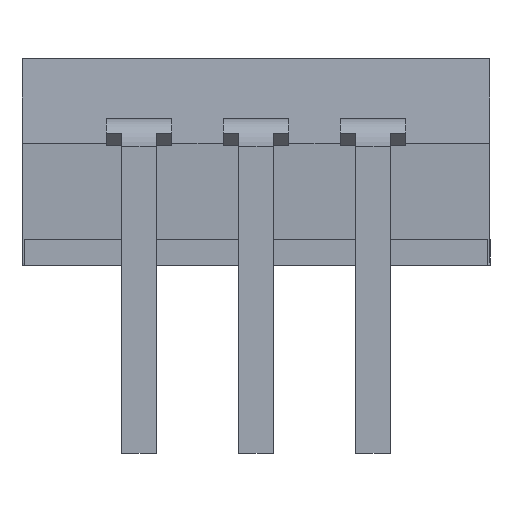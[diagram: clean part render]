
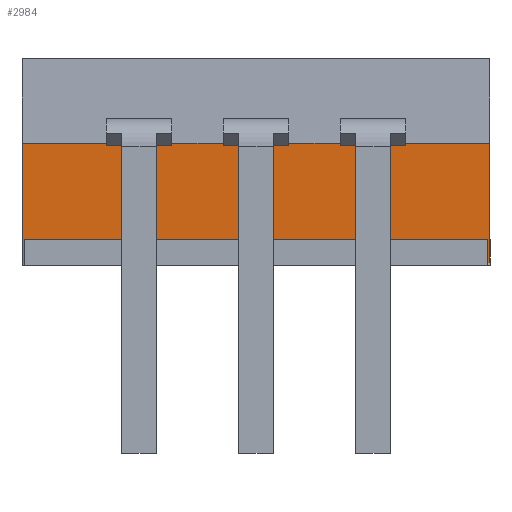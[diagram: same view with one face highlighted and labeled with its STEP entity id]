
A CAD part, front view. The second image highlights one B-rep face of the part: STEP entity #2984.
In plain terms, the highlighted planar face has unit normal (0, -0.999, -0.038).
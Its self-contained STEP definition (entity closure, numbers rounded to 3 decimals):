
#414=FACE_OUTER_BOUND('',#577,.T.);
#577=EDGE_LOOP('',(#2519,#2520,#2521,#2522,#2523,#2524,#2525,#2526,#2527,
#2528,#2529,#2530,#2531,#2532,#2533,#2534,#2535,#2536,#2537,#2538));
#821=LINE('',#5040,#1112);
#827=LINE('',#5051,#1118);
#831=LINE('',#5064,#1122);
#832=LINE('',#5067,#1123);
#833=LINE('',#5069,#1124);
#834=LINE('',#5071,#1125);
#835=LINE('',#5073,#1126);
#836=LINE('',#5075,#1127);
#837=LINE('',#5077,#1128);
#838=LINE('',#5079,#1129);
#839=LINE('',#5081,#1130);
#840=LINE('',#5083,#1131);
#841=LINE('',#5085,#1132);
#842=LINE('',#5087,#1133);
#843=LINE('',#5089,#1134);
#844=LINE('',#5091,#1135);
#845=LINE('',#5093,#1136);
#846=LINE('',#5095,#1137);
#847=LINE('',#5097,#1138);
#848=LINE('',#5098,#1139);
#1112=VECTOR('',#3587,1.);
#1118=VECTOR('',#3595,1.);
#1122=VECTOR('',#3615,1.);
#1123=VECTOR('',#3618,1.);
#1124=VECTOR('',#3619,1.);
#1125=VECTOR('',#3620,1.);
#1126=VECTOR('',#3621,1.);
#1127=VECTOR('',#3622,1.);
#1128=VECTOR('',#3623,1.);
#1129=VECTOR('',#3624,1.);
#1130=VECTOR('',#3625,1.);
#1131=VECTOR('',#3626,1.);
#1132=VECTOR('',#3627,1.);
#1133=VECTOR('',#3628,1.);
#1134=VECTOR('',#3629,1.);
#1135=VECTOR('',#3630,1.);
#1136=VECTOR('',#3631,1.);
#1137=VECTOR('',#3632,1.);
#1138=VECTOR('',#3633,1.);
#1139=VECTOR('',#3634,1.);
#1430=VERTEX_POINT('',#5037);
#1431=VERTEX_POINT('',#5039);
#1433=VERTEX_POINT('',#5045);
#1435=VERTEX_POINT('',#5049);
#1437=VERTEX_POINT('',#5066);
#1438=VERTEX_POINT('',#5068);
#1439=VERTEX_POINT('',#5070);
#1440=VERTEX_POINT('',#5072);
#1441=VERTEX_POINT('',#5074);
#1442=VERTEX_POINT('',#5076);
#1443=VERTEX_POINT('',#5078);
#1444=VERTEX_POINT('',#5080);
#1445=VERTEX_POINT('',#5082);
#1446=VERTEX_POINT('',#5084);
#1447=VERTEX_POINT('',#5086);
#1448=VERTEX_POINT('',#5088);
#1449=VERTEX_POINT('',#5090);
#1450=VERTEX_POINT('',#5092);
#1451=VERTEX_POINT('',#5094);
#1452=VERTEX_POINT('',#5096);
#1811=EDGE_CURVE('',#1431,#1430,#821,.T.);
#1817=EDGE_CURVE('',#1433,#1435,#827,.T.);
#1823=EDGE_CURVE('',#1435,#1431,#831,.T.);
#1824=EDGE_CURVE('',#1430,#1437,#832,.T.);
#1825=EDGE_CURVE('',#1437,#1438,#833,.T.);
#1826=EDGE_CURVE('',#1438,#1439,#834,.T.);
#1827=EDGE_CURVE('',#1439,#1440,#835,.T.);
#1828=EDGE_CURVE('',#1440,#1441,#836,.T.);
#1829=EDGE_CURVE('',#1441,#1442,#837,.T.);
#1830=EDGE_CURVE('',#1442,#1443,#838,.T.);
#1831=EDGE_CURVE('',#1443,#1444,#839,.T.);
#1832=EDGE_CURVE('',#1444,#1445,#840,.T.);
#1833=EDGE_CURVE('',#1445,#1446,#841,.T.);
#1834=EDGE_CURVE('',#1447,#1446,#842,.T.);
#1835=EDGE_CURVE('',#1448,#1447,#843,.T.);
#1836=EDGE_CURVE('',#1449,#1448,#844,.T.);
#1837=EDGE_CURVE('',#1450,#1449,#845,.T.);
#1838=EDGE_CURVE('',#1451,#1450,#846,.T.);
#1839=EDGE_CURVE('',#1451,#1452,#847,.T.);
#1840=EDGE_CURVE('',#1452,#1433,#848,.T.);
#2519=ORIENTED_EDGE('',*,*,#1817,.T.);
#2520=ORIENTED_EDGE('',*,*,#1823,.T.);
#2521=ORIENTED_EDGE('',*,*,#1811,.T.);
#2522=ORIENTED_EDGE('',*,*,#1824,.T.);
#2523=ORIENTED_EDGE('',*,*,#1825,.T.);
#2524=ORIENTED_EDGE('',*,*,#1826,.T.);
#2525=ORIENTED_EDGE('',*,*,#1827,.T.);
#2526=ORIENTED_EDGE('',*,*,#1828,.T.);
#2527=ORIENTED_EDGE('',*,*,#1829,.T.);
#2528=ORIENTED_EDGE('',*,*,#1830,.T.);
#2529=ORIENTED_EDGE('',*,*,#1831,.T.);
#2530=ORIENTED_EDGE('',*,*,#1832,.T.);
#2531=ORIENTED_EDGE('',*,*,#1833,.T.);
#2532=ORIENTED_EDGE('',*,*,#1834,.F.);
#2533=ORIENTED_EDGE('',*,*,#1835,.F.);
#2534=ORIENTED_EDGE('',*,*,#1836,.F.);
#2535=ORIENTED_EDGE('',*,*,#1837,.F.);
#2536=ORIENTED_EDGE('',*,*,#1838,.F.);
#2537=ORIENTED_EDGE('',*,*,#1839,.T.);
#2538=ORIENTED_EDGE('',*,*,#1840,.T.);
#2840=PLANE('',#3149);
#2984=ADVANCED_FACE('',(#414),#2840,.T.);
#3149=AXIS2_PLACEMENT_3D('',#5065,#3616,#3617);
#3587=DIRECTION('',(0.,-0.038,0.999));
#3595=DIRECTION('',(0.,0.038,-0.999));
#3615=DIRECTION('',(-1.,0.,0.));
#3616=DIRECTION('center_axis',(0.,-0.999,-0.038));
#3617=DIRECTION('ref_axis',(0.,-0.038,0.999));
#3618=DIRECTION('',(-1.,0.,0.));
#3619=DIRECTION('',(0.,0.038,-0.999));
#3620=DIRECTION('',(-1.,0.,0.));
#3621=DIRECTION('',(0.,-0.038,0.999));
#3622=DIRECTION('',(-1.,0.,0.));
#3623=DIRECTION('',(0.,0.038,-0.999));
#3624=DIRECTION('',(-1.,0.,0.));
#3625=DIRECTION('',(0.,-0.038,0.999));
#3626=DIRECTION('',(-1.,0.,0.));
#3627=DIRECTION('',(0.,0.038,-0.999));
#3628=DIRECTION('',(-1.,0.,0.));
#3629=DIRECTION('',(0.,0.038,-0.999));
#3630=DIRECTION('',(-1.,0.,0.));
#3631=DIRECTION('',(0.,-0.038,0.999));
#3632=DIRECTION('',(-1.,0.,0.));
#3633=DIRECTION('',(0.,-0.038,0.999));
#3634=DIRECTION('',(-1.,0.,0.));
#5037=CARTESIAN_POINT('',(1.94,-0.065,2.65));
#5039=CARTESIAN_POINT('',(1.94,-0.063,2.6));
#5040=CARTESIAN_POINT('',(1.94,-0.039,1.982));
#5045=CARTESIAN_POINT('',(3.16,-0.065,2.65));
#5049=CARTESIAN_POINT('',(3.16,-0.063,2.6));
#5051=CARTESIAN_POINT('',(3.16,-0.039,1.982));
#5064=CARTESIAN_POINT('',(3.82,-0.063,2.6));
#5065=CARTESIAN_POINT('Origin',(5.09,-0.015,1.35));
#5066=CARTESIAN_POINT('',(0.61,-0.065,2.65));
#5067=CARTESIAN_POINT('',(5.09,-0.065,2.65));
#5068=CARTESIAN_POINT('',(0.61,-0.063,2.6));
#5069=CARTESIAN_POINT('',(0.61,-0.039,1.982));
#5070=CARTESIAN_POINT('',(-0.61,-0.063,2.6));
#5071=CARTESIAN_POINT('',(2.545,-0.063,2.6));
#5072=CARTESIAN_POINT('',(-0.61,-0.065,2.65));
#5073=CARTESIAN_POINT('',(-0.61,-0.039,1.982));
#5074=CARTESIAN_POINT('',(-1.94,-0.065,2.65));
#5075=CARTESIAN_POINT('',(5.09,-0.065,2.65));
#5076=CARTESIAN_POINT('',(-1.94,-0.063,2.6));
#5077=CARTESIAN_POINT('',(-1.94,-0.039,1.982));
#5078=CARTESIAN_POINT('',(-3.16,-0.063,2.6));
#5079=CARTESIAN_POINT('',(1.27,-0.063,2.6));
#5080=CARTESIAN_POINT('',(-3.16,-0.065,2.65));
#5081=CARTESIAN_POINT('',(-3.16,-0.039,1.982));
#5082=CARTESIAN_POINT('',(-5.09,-0.065,2.65));
#5083=CARTESIAN_POINT('',(5.09,-0.065,2.65));
#5084=CARTESIAN_POINT('',(-5.09,0.035,0.05));
#5085=CARTESIAN_POINT('',(-5.09,0.035,0.05));
#5086=CARTESIAN_POINT('',(-5.05,0.035,0.05));
#5087=CARTESIAN_POINT('',(5.09,0.035,0.05));
#5088=CARTESIAN_POINT('',(-5.05,0.016,0.55));
#5089=CARTESIAN_POINT('',(-5.05,0.014,0.59));
#5090=CARTESIAN_POINT('',(5.05,0.016,0.55));
#5091=CARTESIAN_POINT('',(2.545,0.016,0.55));
#5092=CARTESIAN_POINT('',(5.05,0.035,0.05));
#5093=CARTESIAN_POINT('',(5.05,0.014,0.59));
#5094=CARTESIAN_POINT('',(5.09,0.035,0.05));
#5095=CARTESIAN_POINT('',(5.09,0.035,0.05));
#5096=CARTESIAN_POINT('',(5.09,-0.065,2.65));
#5097=CARTESIAN_POINT('',(5.09,0.035,0.05));
#5098=CARTESIAN_POINT('',(5.09,-0.065,2.65));
